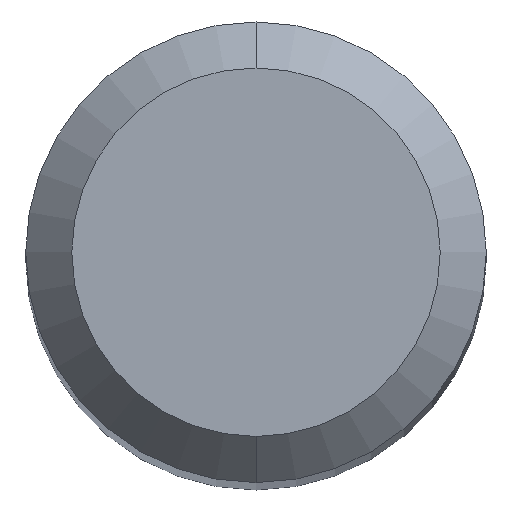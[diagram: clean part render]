
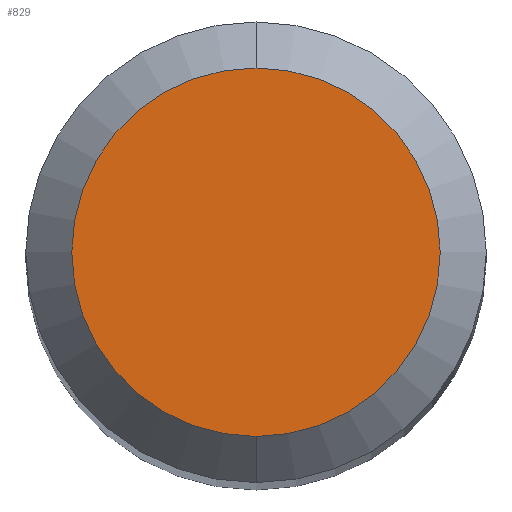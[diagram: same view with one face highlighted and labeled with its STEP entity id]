
A CAD part, top view. The second image highlights one B-rep face of the part: STEP entity #829.
In plain terms, the highlighted planar face has unit normal (0, 0, 1).
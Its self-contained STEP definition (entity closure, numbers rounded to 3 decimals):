
#335=EDGE_CURVE('',#415,#353,#924,.T.);
#353=VERTEX_POINT('',#943);
#415=VERTEX_POINT('',#1010);
#791=EDGE_CURVE('',#353,#415,#1423,.T.);
#829=ADVANCED_FACE('',(#1463),#1464,.T.);
#924=CIRCLE('',#1593,1.2);
#943=CARTESIAN_POINT('',(0.0,1.2,0.0));
#1010=CARTESIAN_POINT('',(0.,-1.2,0.0));
#1423=CIRCLE('',#4233,1.2);
#1463=FACE_OUTER_BOUND('',#4370,.T.);
#1464=PLANE('',#4371);
#1593=AXIS2_PLACEMENT_3D('',#4913,#4914,#4915);
#4233=AXIS2_PLACEMENT_3D('',#5440,#5441,#5442);
#4370=EDGE_LOOP('',(#5471,#5472));
#4371=AXIS2_PLACEMENT_3D('',#5473,#5474,#5475);
#4913=CARTESIAN_POINT('',(0.0,0.0,0.0));
#4914=DIRECTION('',(0.0,0.0,-1.0));
#4915=DIRECTION('',(0.0,1.0,0.0));
#5440=CARTESIAN_POINT('',(0.0,0.0,0.0));
#5441=DIRECTION('',(0.0,0.0,-1.0));
#5442=DIRECTION('',(0.0,1.0,0.0));
#5471=ORIENTED_EDGE('',*,*,#791,.F.);
#5472=ORIENTED_EDGE('',*,*,#335,.F.);
#5473=CARTESIAN_POINT('',(0.0,0.6,0.0));
#5474=DIRECTION('',(-0.0,0.0,1.0));
#5475=DIRECTION('',(0.0,-1.0,0.0));
